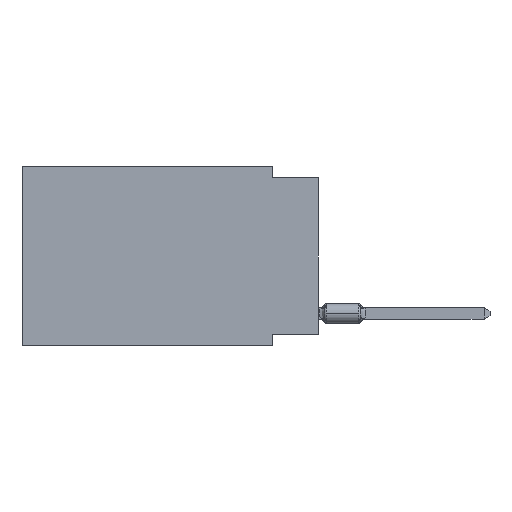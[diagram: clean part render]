
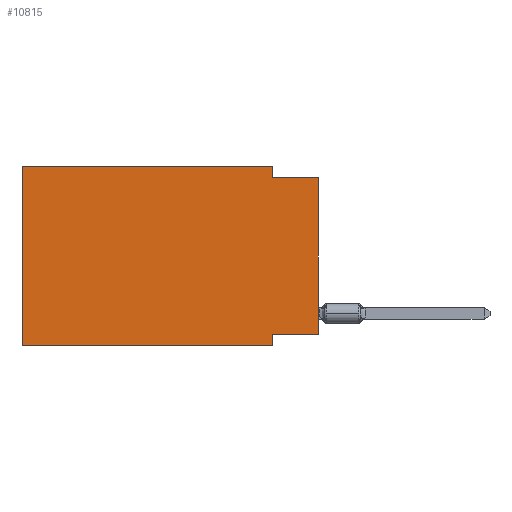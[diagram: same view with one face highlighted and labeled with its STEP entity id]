
A CAD part, left-side view. The second image highlights one B-rep face of the part: STEP entity #10815.
In plain terms, the highlighted planar face has unit normal (-1, 0, 0).
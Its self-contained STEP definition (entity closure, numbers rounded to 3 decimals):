
#1707 = VERTEX_POINT ( 'NONE', #20697 ) ;
#2098 = DIRECTION ( 'NONE',  ( 0., 0., 1. ) ) ;
#2254 = CARTESIAN_POINT ( 'NONE',  ( 0., 2.54, -9.906 ) ) ;
#2366 = LINE ( 'NONE', #22894, #17930 ) ;
#2749 = ORIENTED_EDGE ( 'NONE', *, *, #10496, .F. ) ;
#2803 = VECTOR ( 'NONE', #8275, 1000. ) ;
#3124 = VERTEX_POINT ( 'NONE', #2254 ) ;
#4180 = VERTEX_POINT ( 'NONE', #10905 ) ;
#4623 = CARTESIAN_POINT ( 'NONE',  ( 0., 0., -0.635 ) ) ;
#4873 = CARTESIAN_POINT ( 'NONE',  ( 0., 0., 0. ) ) ;
#4879 = VECTOR ( 'NONE', #12027, 1000. ) ;
#5335 = LINE ( 'NONE', #12696, #18207 ) ;
#5440 = CARTESIAN_POINT ( 'NONE',  ( 0., 0., -9.271 ) ) ;
#5450 = DIRECTION ( 'NONE',  ( 1., 0., 0. ) ) ;
#5606 = EDGE_CURVE ( 'NONE', #10242, #3124, #20919, .T. ) ;
#5791 = CARTESIAN_POINT ( 'NONE',  ( 0., 2.54, 0. ) ) ;
#6446 = DIRECTION ( 'NONE',  ( 0., 0., -1. ) ) ;
#6832 = CARTESIAN_POINT ( 'NONE',  ( 0., 0., -0.635 ) ) ;
#7004 = VECTOR ( 'NONE', #13905, 1000. ) ;
#7236 = CARTESIAN_POINT ( 'NONE',  ( 0., 2.54, -0.635 ) ) ;
#7853 = VECTOR ( 'NONE', #20149, 1000. ) ;
#7859 = LINE ( 'NONE', #22147, #13103 ) ;
#8051 = ORIENTED_EDGE ( 'NONE', *, *, #23398, .F. ) ;
#8275 = DIRECTION ( 'NONE',  ( 0., 0., 1. ) ) ;
#9211 = FACE_OUTER_BOUND ( 'NONE', #17316, .T. ) ;
#9883 = ORIENTED_EDGE ( 'NONE', *, *, #18834, .F. ) ;
#10088 = CARTESIAN_POINT ( 'NONE',  ( 0., 16.383, 0. ) ) ;
#10242 = VERTEX_POINT ( 'NONE', #17883 ) ;
#10346 = CARTESIAN_POINT ( 'NONE',  ( 0., 16.383, -9.906 ) ) ;
#10496 = EDGE_CURVE ( 'NONE', #1707, #12143, #23014, .T. ) ;
#10815 = ADVANCED_FACE ( 'NONE', ( #9211 ), #21915, .F. ) ;
#10905 = CARTESIAN_POINT ( 'NONE',  ( 0., 2.54, -9.271 ) ) ;
#11199 = CARTESIAN_POINT ( 'NONE',  ( 0., 0., -9.271 ) ) ;
#11238 = CARTESIAN_POINT ( 'NONE',  ( 0., 16.383, 0. ) ) ;
#11755 = EDGE_CURVE ( 'NONE', #4180, #3124, #2366, .T. ) ;
#12025 = VECTOR ( 'NONE', #16711, 1000. ) ;
#12027 = DIRECTION ( 'NONE',  ( 0., -1., 0. ) ) ;
#12143 = VERTEX_POINT ( 'NONE', #5791 ) ;
#12610 = LINE ( 'NONE', #6832, #7853 ) ;
#12696 = CARTESIAN_POINT ( 'NONE',  ( 0., 2.54, 0. ) ) ;
#13103 = VECTOR ( 'NONE', #2098, 1000. ) ;
#13905 = DIRECTION ( 'NONE',  ( 0., -1., 0. ) ) ;
#14567 = ORIENTED_EDGE ( 'NONE', *, *, #11755, .F. ) ;
#15053 = EDGE_CURVE ( 'NONE', #22202, #21942, #19320, .T. ) ;
#15083 = ORIENTED_EDGE ( 'NONE', *, *, #15053, .T. ) ;
#15462 = ORIENTED_EDGE ( 'NONE', *, *, #21674, .F. ) ;
#16711 = DIRECTION ( 'NONE',  ( 0., 1., 0. ) ) ;
#16743 = EDGE_CURVE ( 'NONE', #12143, #20981, #5335, .T. ) ;
#17316 = EDGE_LOOP ( 'NONE', ( #15083, #15462, #22534, #2749, #8051, #17900, #14567, #9883 ) ) ;
#17883 = CARTESIAN_POINT ( 'NONE',  ( 0., 16.383, -9.906 ) ) ;
#17900 = ORIENTED_EDGE ( 'NONE', *, *, #5606, .T. ) ;
#17930 = VECTOR ( 'NONE', #6446, 1000. ) ;
#18207 = VECTOR ( 'NONE', #19259, 1000. ) ;
#18834 = EDGE_CURVE ( 'NONE', #22202, #4180, #22225, .T. ) ;
#19259 = DIRECTION ( 'NONE',  ( 0., 0., -1. ) ) ;
#19320 = LINE ( 'NONE', #4873, #2803 ) ;
#20149 = DIRECTION ( 'NONE',  ( 0., -1., 0. ) ) ;
#20697 = CARTESIAN_POINT ( 'NONE',  ( 0., 16.383, 0. ) ) ;
#20919 = LINE ( 'NONE', #10346, #4879 ) ;
#20981 = VERTEX_POINT ( 'NONE', #7236 ) ;
#21674 = EDGE_CURVE ( 'NONE', #20981, #21942, #12610, .T. ) ;
#21915 = PLANE ( 'NONE',  #23747 ) ;
#21942 = VERTEX_POINT ( 'NONE', #4623 ) ;
#22036 = DIRECTION ( 'NONE',  ( 0., 0., -1. ) ) ;
#22147 = CARTESIAN_POINT ( 'NONE',  ( 0., 16.383, 0. ) ) ;
#22202 = VERTEX_POINT ( 'NONE', #5440 ) ;
#22225 = LINE ( 'NONE', #11199, #12025 ) ;
#22534 = ORIENTED_EDGE ( 'NONE', *, *, #16743, .F. ) ;
#22894 = CARTESIAN_POINT ( 'NONE',  ( 0., 2.54, -9.906 ) ) ;
#23014 = LINE ( 'NONE', #10088, #7004 ) ;
#23398 = EDGE_CURVE ( 'NONE', #10242, #1707, #7859, .T. ) ;
#23747 = AXIS2_PLACEMENT_3D ( 'NONE', #11238, #5450, #22036 ) ;
